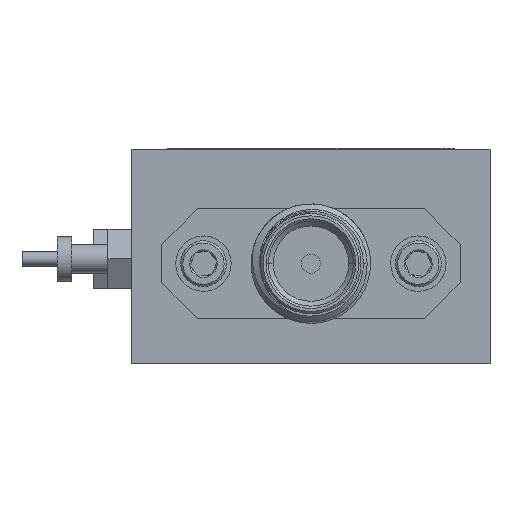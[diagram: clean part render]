
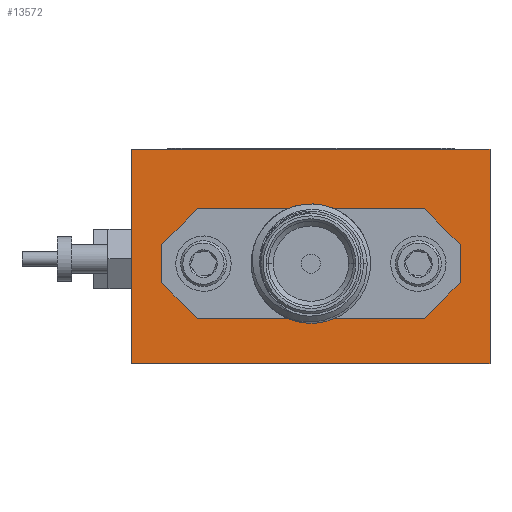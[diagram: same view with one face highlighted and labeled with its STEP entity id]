
A CAD part, left-side view. The second image highlights one B-rep face of the part: STEP entity #13572.
In plain terms, the highlighted planar face has unit normal (-1, 0, 0).
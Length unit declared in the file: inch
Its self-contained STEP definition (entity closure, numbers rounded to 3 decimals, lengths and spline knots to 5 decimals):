
#362 = CARTESIAN_POINT ( 'NONE',  ( -0.5, 0.2375, 0.1 ) ) ;
#3540 = CARTESIAN_POINT ( 'NONE',  ( -0.5, 0.375, 0.225 ) ) ;
#3655 = FACE_BOUND ( 'NONE', #41757, .T. ) ;
#4288 = ORIENTED_EDGE ( 'NONE', *, *, #48427, .F. ) ;
#4654 = LINE ( 'NONE', #5427, #19827 ) ;
#4878 = ORIENTED_EDGE ( 'NONE', *, *, #17941, .T. ) ;
#4991 = VERTEX_POINT ( 'NONE', #25442 ) ;
#5212 = DIRECTION ( 'NONE',  ( 0., 0., 1. ) ) ;
#5349 = DIRECTION ( 'NONE',  ( 0., 1., 0. ) ) ;
#5427 = CARTESIAN_POINT ( 'NONE',  ( -0.5, -0.375, 0.225 ) ) ;
#5638 = VERTEX_POINT ( 'NONE', #36209 ) ;
#5827 = VECTOR ( 'NONE', #36101, 39.37008 ) ;
#7262 = PLANE ( 'NONE',  #23585 ) ;
#7713 = LINE ( 'NONE', #28164, #5827 ) ;
#8028 = DIRECTION ( 'NONE',  ( 0., 0., -1. ) ) ;
#8226 = DIRECTION ( 'NONE',  ( 0., -1., 0. ) ) ;
#8494 = VERTEX_POINT ( 'NONE', #9497 ) ;
#9497 = CARTESIAN_POINT ( 'NONE',  ( -0.5, -0.375, -0.225 ) ) ;
#9510 = VERTEX_POINT ( 'NONE', #362 ) ;
#10338 = CARTESIAN_POINT ( 'NONE',  ( -0.5, -0.3125, -0.055 ) ) ;
#10347 = CARTESIAN_POINT ( 'NONE',  ( -0.5, -0.2375, 0.1 ) ) ;
#10578 = EDGE_CURVE ( 'NONE', #42357, #40461, #33834, .T. ) ;
#10655 = CARTESIAN_POINT ( 'NONE',  ( -0.5, 0.2375, 0.1 ) ) ;
#12026 = ORIENTED_EDGE ( 'NONE', *, *, #18171, .T. ) ;
#12673 = EDGE_CURVE ( 'NONE', #9510, #18193, #45659, .T. ) ;
#13572 = ADVANCED_FACE ( 'NONE', ( #37944, #3655 ), #7262, .F. ) ;
#13585 = EDGE_CURVE ( 'NONE', #18193, #25329, #49935, .T. ) ;
#13884 = CARTESIAN_POINT ( 'NONE',  ( -0.5, -0.375, 0.225 ) ) ;
#14709 = CARTESIAN_POINT ( 'NONE',  ( -0.5, -0.2375, -0.13 ) ) ;
#15054 = EDGE_CURVE ( 'NONE', #5638, #4991, #35373, .T. ) ;
#15399 = LINE ( 'NONE', #15650, #25145 ) ;
#15650 = CARTESIAN_POINT ( 'NONE',  ( -0.5, 0.2375, -0.13 ) ) ;
#16151 = CARTESIAN_POINT ( 'NONE',  ( -0.5, 0.2375, -0.13 ) ) ;
#16406 = EDGE_CURVE ( 'NONE', #40461, #23873, #49717, .T. ) ;
#17841 = VECTOR ( 'NONE', #22326, 39.37008 ) ;
#17858 = VECTOR ( 'NONE', #8226, 39.37008 ) ;
#17941 = EDGE_CURVE ( 'NONE', #25329, #42357, #46872, .T. ) ;
#18171 = EDGE_CURVE ( 'NONE', #4991, #9510, #7713, .T. ) ;
#18193 = VERTEX_POINT ( 'NONE', #23566 ) ;
#18517 = DIRECTION ( 'NONE',  ( 0., -0.707, -0.707 ) ) ;
#19257 = CARTESIAN_POINT ( 'NONE',  ( -0.5, -0.375, 0.225 ) ) ;
#19359 = EDGE_LOOP ( 'NONE', ( #43032, #4288, #39325, #47705 ) ) ;
#19827 = VECTOR ( 'NONE', #20261, 39.37008 ) ;
#20261 = DIRECTION ( 'NONE',  ( 0., -1., 0. ) ) ;
#22212 = VERTEX_POINT ( 'NONE', #45864 ) ;
#22326 = DIRECTION ( 'NONE',  ( 0., 0.707, -0.707 ) ) ;
#23566 = CARTESIAN_POINT ( 'NONE',  ( -0.5, -0.2375, 0.1 ) ) ;
#23585 = AXIS2_PLACEMENT_3D ( 'NONE', #19257, #26441, #34370 ) ;
#23586 = CARTESIAN_POINT ( 'NONE',  ( -0.5, -0.2375, -0.13 ) ) ;
#23873 = VERTEX_POINT ( 'NONE', #16151 ) ;
#24819 = ORIENTED_EDGE ( 'NONE', *, *, #38998, .T. ) ;
#24890 = CARTESIAN_POINT ( 'NONE',  ( -0.5, 0.375, 0.225 ) ) ;
#25145 = VECTOR ( 'NONE', #35091, 39.37008 ) ;
#25329 = VERTEX_POINT ( 'NONE', #34961 ) ;
#25442 = CARTESIAN_POINT ( 'NONE',  ( -0.5, 0.3125, 0.025 ) ) ;
#26441 = DIRECTION ( 'NONE',  ( 1., 0., 0. ) ) ;
#26662 = VECTOR ( 'NONE', #36142, 39.37008 ) ;
#26867 = VECTOR ( 'NONE', #5212, 39.37008 ) ;
#28164 = CARTESIAN_POINT ( 'NONE',  ( -0.5, 0.3125, 0.025 ) ) ;
#28296 = CARTESIAN_POINT ( 'NONE',  ( -0.5, -0.375, 0.225 ) ) ;
#29686 = ORIENTED_EDGE ( 'NONE', *, *, #13585, .T. ) ;
#30596 = ORIENTED_EDGE ( 'NONE', *, *, #16406, .T. ) ;
#30823 = EDGE_CURVE ( 'NONE', #35656, #38776, #4654, .T. ) ;
#31052 = ORIENTED_EDGE ( 'NONE', *, *, #12673, .T. ) ;
#31803 = CARTESIAN_POINT ( 'NONE',  ( -0.5, -0.3125, 0.025 ) ) ;
#33062 = DIRECTION ( 'NONE',  ( 0., 0., -1. ) ) ;
#33316 = LINE ( 'NONE', #13884, #35730 ) ;
#33834 = LINE ( 'NONE', #46565, #17841 ) ;
#34370 = DIRECTION ( 'NONE',  ( 0., 1., 0. ) ) ;
#34413 = DIRECTION ( 'NONE',  ( 0., -1., 0. ) ) ;
#34961 = CARTESIAN_POINT ( 'NONE',  ( -0.5, -0.3125, 0.025 ) ) ;
#35091 = DIRECTION ( 'NONE',  ( 0., 0.707, 0.707 ) ) ;
#35329 = CARTESIAN_POINT ( 'NONE',  ( -0.5, -0.375, -0.225 ) ) ;
#35373 = LINE ( 'NONE', #40225, #26867 ) ;
#35656 = VERTEX_POINT ( 'NONE', #3540 ) ;
#35730 = VECTOR ( 'NONE', #33062, 39.37008 ) ;
#36101 = DIRECTION ( 'NONE',  ( 0., -0.707, 0.707 ) ) ;
#36142 = DIRECTION ( 'NONE',  ( 0., 0., -1. ) ) ;
#36209 = CARTESIAN_POINT ( 'NONE',  ( -0.5, 0.3125, -0.055 ) ) ;
#36324 = ORIENTED_EDGE ( 'NONE', *, *, #10578, .T. ) ;
#37944 = FACE_OUTER_BOUND ( 'NONE', #19359, .T. ) ;
#38776 = VERTEX_POINT ( 'NONE', #28296 ) ;
#38998 = EDGE_CURVE ( 'NONE', #23873, #5638, #15399, .T. ) ;
#39325 = ORIENTED_EDGE ( 'NONE', *, *, #30823, .F. ) ;
#40225 = CARTESIAN_POINT ( 'NONE',  ( -0.5, 0.3125, -0.055 ) ) ;
#40461 = VERTEX_POINT ( 'NONE', #23586 ) ;
#41757 = EDGE_LOOP ( 'NONE', ( #24819, #50038, #12026, #31052, #29686, #4878, #36324, #30596 ) ) ;
#42357 = VERTEX_POINT ( 'NONE', #10338 ) ;
#42468 = VECTOR ( 'NONE', #8028, 39.37008 ) ;
#43032 = ORIENTED_EDGE ( 'NONE', *, *, #50253, .T. ) ;
#43239 = LINE ( 'NONE', #35329, #17858 ) ;
#45659 = LINE ( 'NONE', #10655, #48161 ) ;
#45864 = CARTESIAN_POINT ( 'NONE',  ( -0.5, 0.375, -0.225 ) ) ;
#46565 = CARTESIAN_POINT ( 'NONE',  ( -0.5, -0.3125, -0.055 ) ) ;
#46872 = LINE ( 'NONE', #31803, #42468 ) ;
#47220 = VECTOR ( 'NONE', #18517, 39.37008 ) ;
#47371 = LINE ( 'NONE', #24890, #26662 ) ;
#47439 = EDGE_CURVE ( 'NONE', #35656, #22212, #47371, .T. ) ;
#47705 = ORIENTED_EDGE ( 'NONE', *, *, #47439, .T. ) ;
#48161 = VECTOR ( 'NONE', #34413, 39.37008 ) ;
#48427 = EDGE_CURVE ( 'NONE', #38776, #8494, #33316, .T. ) ;
#48981 = VECTOR ( 'NONE', #5349, 39.37008 ) ;
#49717 = LINE ( 'NONE', #14709, #48981 ) ;
#49935 = LINE ( 'NONE', #10347, #47220 ) ;
#50038 = ORIENTED_EDGE ( 'NONE', *, *, #15054, .T. ) ;
#50253 = EDGE_CURVE ( 'NONE', #22212, #8494, #43239, .T. ) ;
